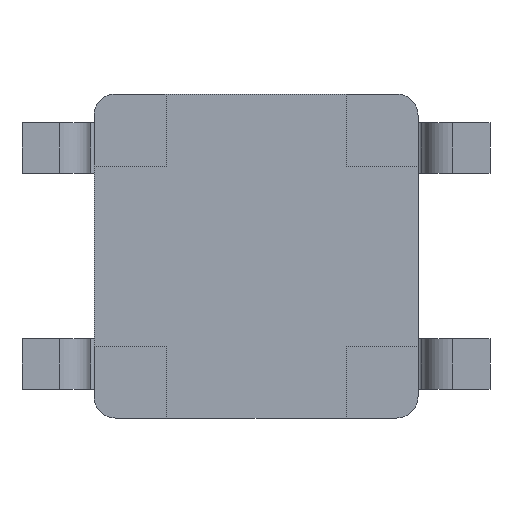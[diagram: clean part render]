
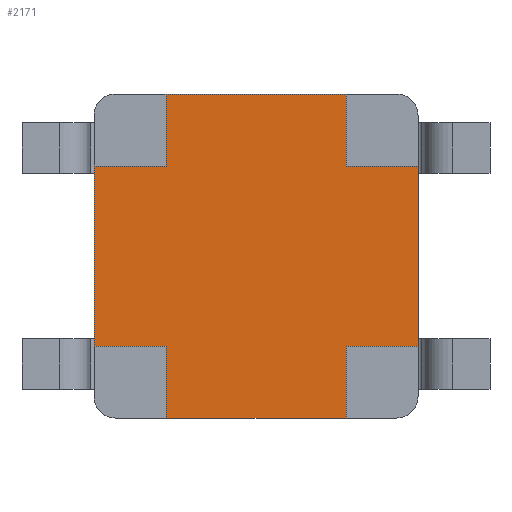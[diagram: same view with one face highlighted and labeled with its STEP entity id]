
A CAD part, left-side view. The second image highlights one B-rep face of the part: STEP entity #2171.
In plain terms, the highlighted planar face has unit normal (-1, 0, 0).
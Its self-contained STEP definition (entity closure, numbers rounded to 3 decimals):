
#113=DIRECTION('',(0.,0.,1.));
#114=VECTOR('',#113,1.);
#115=CARTESIAN_POINT('',(0.3,-1.25,1.25));
#116=LINE('',#115,#114);
#121=DIRECTION('',(0.,1.,0.));
#122=VECTOR('',#121,1.);
#123=CARTESIAN_POINT('',(0.3,-2.25,1.25));
#124=LINE('',#123,#122);
#214=DIRECTION('',(0.,0.,-1.));
#215=VECTOR('',#214,1.);
#216=CARTESIAN_POINT('',(0.3,1.25,2.25));
#217=LINE('',#216,#215);
#218=DIRECTION('',(0.,0.,-1.));
#219=VECTOR('',#218,2.5);
#220=CARTESIAN_POINT('',(0.3,-2.25,1.25));
#221=LINE('',#220,#219);
#222=DIRECTION('',(0.,1.,0.));
#223=VECTOR('',#222,2.5);
#224=CARTESIAN_POINT('',(0.3,-1.25,-2.25));
#225=LINE('',#224,#223);
#226=DIRECTION('',(0.,0.,1.));
#227=VECTOR('',#226,2.5);
#228=CARTESIAN_POINT('',(0.3,2.25,-1.25));
#229=LINE('',#228,#227);
#230=DIRECTION('',(0.,-1.,0.));
#231=VECTOR('',#230,2.5);
#232=CARTESIAN_POINT('',(0.3,1.25,2.25));
#233=LINE('',#232,#231);
#242=DIRECTION('',(0.,-1.,0.));
#243=VECTOR('',#242,1.);
#244=CARTESIAN_POINT('',(0.3,-1.25,-1.25));
#245=LINE('',#244,#243);
#267=DIRECTION('',(0.,0.,1.));
#268=VECTOR('',#267,1.);
#269=CARTESIAN_POINT('',(0.3,-1.25,-2.25));
#270=LINE('',#269,#268);
#279=DIRECTION('',(0.,0.,-1.));
#280=VECTOR('',#279,1.);
#281=CARTESIAN_POINT('',(0.3,1.25,-1.25));
#282=LINE('',#281,#280);
#304=DIRECTION('',(0.,-1.,0.));
#305=VECTOR('',#304,1.);
#306=CARTESIAN_POINT('',(0.3,2.25,-1.25));
#307=LINE('',#306,#305);
#316=DIRECTION('',(0.,1.,0.));
#317=VECTOR('',#316,1.);
#318=CARTESIAN_POINT('',(0.3,1.25,1.25));
#319=LINE('',#318,#317);
#1464=CARTESIAN_POINT('',(0.3,-1.25,2.25));
#1465=VERTEX_POINT('',#1464);
#1466=CARTESIAN_POINT('',(0.3,1.25,2.25));
#1467=VERTEX_POINT('',#1466);
#1472=CARTESIAN_POINT('',(0.3,-1.25,1.25));
#1473=VERTEX_POINT('',#1472);
#1474=CARTESIAN_POINT('',(0.3,-2.25,1.25));
#1475=VERTEX_POINT('',#1474);
#1480=CARTESIAN_POINT('',(0.3,-2.25,-1.25));
#1481=VERTEX_POINT('',#1480);
#1504=CARTESIAN_POINT('',(0.3,1.25,-2.25));
#1505=VERTEX_POINT('',#1504);
#1506=CARTESIAN_POINT('',(0.3,-1.25,-2.25));
#1507=VERTEX_POINT('',#1506);
#1516=CARTESIAN_POINT('',(0.3,2.25,1.25));
#1517=VERTEX_POINT('',#1516);
#1518=CARTESIAN_POINT('',(0.3,2.25,-1.25));
#1519=VERTEX_POINT('',#1518);
#1540=CARTESIAN_POINT('',(0.3,1.25,1.25));
#1541=VERTEX_POINT('',#1540);
#1542=CARTESIAN_POINT('',(0.3,-1.25,-1.25));
#1543=VERTEX_POINT('',#1542);
#1544=CARTESIAN_POINT('',(0.3,1.25,-1.25));
#1545=VERTEX_POINT('',#1544);
#2147=CARTESIAN_POINT('',(0.3,0.,0.));
#2148=DIRECTION('',(-1.,0.,0.));
#2149=DIRECTION('',(0.,0.,1.));
#2150=AXIS2_PLACEMENT_3D('',#2147,#2148,#2149);
#2151=PLANE('',#2150);
#2152=ORIENTED_EDGE('',*,*,#1985,.T.);
#2154=ORIENTED_EDGE('',*,*,#2153,.F.);
#2156=ORIENTED_EDGE('',*,*,#2155,.F.);
#2157=ORIENTED_EDGE('',*,*,#2039,.T.);
#2159=ORIENTED_EDGE('',*,*,#2158,.F.);
#2161=ORIENTED_EDGE('',*,*,#2160,.F.);
#2162=ORIENTED_EDGE('',*,*,#2075,.T.);
#2164=ORIENTED_EDGE('',*,*,#2163,.F.);
#2165=ORIENTED_EDGE('',*,*,#2140,.F.);
#2166=ORIENTED_EDGE('',*,*,#1934,.T.);
#2167=ORIENTED_EDGE('',*,*,#1953,.F.);
#2168=ORIENTED_EDGE('',*,*,#1967,.F.);
#2169=EDGE_LOOP('',(#2152,#2154,#2156,#2157,#2159,#2161,#2162,#2164,#2165,#2166,
#2167,#2168));
#2170=FACE_OUTER_BOUND('',#2169,.F.);
#1934=EDGE_CURVE('',#1467,#1465,#233,.T.);
#1953=EDGE_CURVE('',#1473,#1465,#116,.T.);
#1967=EDGE_CURVE('',#1475,#1473,#124,.T.);
#1985=EDGE_CURVE('',#1475,#1481,#221,.T.);
#2039=EDGE_CURVE('',#1507,#1505,#225,.T.);
#2075=EDGE_CURVE('',#1519,#1517,#229,.T.);
#2140=EDGE_CURVE('',#1467,#1541,#217,.T.);
#2153=EDGE_CURVE('',#1543,#1481,#245,.T.);
#2155=EDGE_CURVE('',#1507,#1543,#270,.T.);
#2158=EDGE_CURVE('',#1545,#1505,#282,.T.);
#2160=EDGE_CURVE('',#1519,#1545,#307,.T.);
#2163=EDGE_CURVE('',#1541,#1517,#319,.T.);
#2171=ADVANCED_FACE('',(#2170),#2151,.T.);
